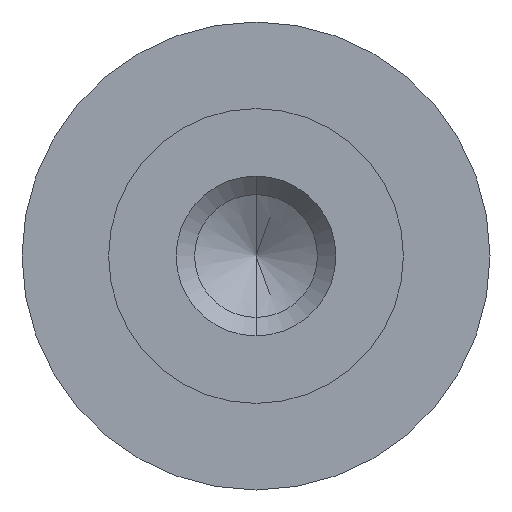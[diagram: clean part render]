
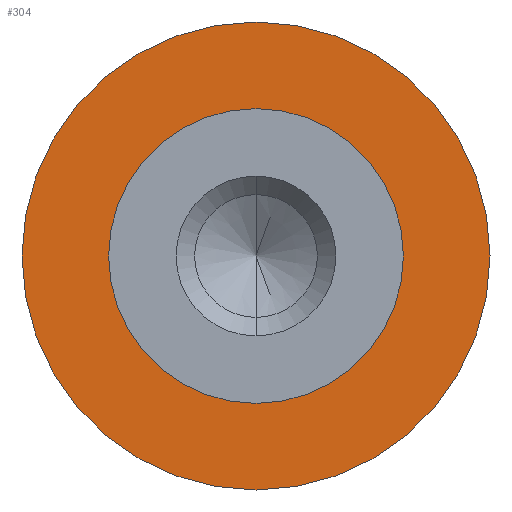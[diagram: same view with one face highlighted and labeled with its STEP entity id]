
A CAD part, left-side view. The second image highlights one B-rep face of the part: STEP entity #304.
In plain terms, the highlighted planar face has unit normal (-1, 0, 0).
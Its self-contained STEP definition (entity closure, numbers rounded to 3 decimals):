
#9 = CIRCLE ( 'NONE', #204, 9.525 ) ;
#32 = CIRCLE ( 'NONE', #201, 9.525 ) ;
#47 = CARTESIAN_POINT ( 'NONE',  ( 0., 0., 0. ) ) ;
#52 = FACE_OUTER_BOUND ( 'NONE', #669, .T. ) ;
#69 = CIRCLE ( 'NONE', #93, 6. ) ;
#93 = AXIS2_PLACEMENT_3D ( 'NONE', #47, #273, #562 ) ;
#105 = DIRECTION ( 'NONE',  ( 0., 1., 0. ) ) ;
#165 = CARTESIAN_POINT ( 'NONE',  ( 0., 0., 0. ) ) ;
#182 = CARTESIAN_POINT ( 'NONE',  ( 0., -6., 0. ) ) ;
#199 = EDGE_CURVE ( 'NONE', #285, #352, #407, .T. ) ;
#201 = AXIS2_PLACEMENT_3D ( 'NONE', #633, #620, #105 ) ;
#204 = AXIS2_PLACEMENT_3D ( 'NONE', #165, #449, #218 ) ;
#218 = DIRECTION ( 'NONE',  ( 0., 1., 0. ) ) ;
#222 = DIRECTION ( 'NONE',  ( 0., -1., 0. ) ) ;
#234 = EDGE_LOOP ( 'NONE', ( #432, #462 ) ) ;
#242 = ORIENTED_EDGE ( 'NONE', *, *, #294, .F. ) ;
#266 = DIRECTION ( 'NONE',  ( 0., -1., 0. ) ) ;
#273 = DIRECTION ( 'NONE',  ( -1., 0., 0. ) ) ;
#285 = VERTEX_POINT ( 'NONE', #625 ) ;
#294 = EDGE_CURVE ( 'NONE', #364, #639, #32, .T. ) ;
#304 = ADVANCED_FACE ( 'NONE', ( #52, #686 ), #505, .T. ) ;
#320 = CARTESIAN_POINT ( 'NONE',  ( 0., 0., 0. ) ) ;
#352 = VERTEX_POINT ( 'NONE', #182 ) ;
#364 = VERTEX_POINT ( 'NONE', #410 ) ;
#407 = CIRCLE ( 'NONE', #572, 6. ) ;
#410 = CARTESIAN_POINT ( 'NONE',  ( 0., -9.525, 0. ) ) ;
#432 = ORIENTED_EDGE ( 'NONE', *, *, #199, .F. ) ;
#449 = DIRECTION ( 'NONE',  ( 1., 0., 0. ) ) ;
#456 = AXIS2_PLACEMENT_3D ( 'NONE', #514, #574, #222 ) ;
#459 = CARTESIAN_POINT ( 'NONE',  ( 0., 9.525, 0. ) ) ;
#462 = ORIENTED_EDGE ( 'NONE', *, *, #734, .F. ) ;
#497 = ORIENTED_EDGE ( 'NONE', *, *, #610, .F. ) ;
#505 = PLANE ( 'NONE',  #456 ) ;
#514 = CARTESIAN_POINT ( 'NONE',  ( 0., 9.525, 0. ) ) ;
#552 = DIRECTION ( 'NONE',  ( -1., 0., 0. ) ) ;
#562 = DIRECTION ( 'NONE',  ( 0., -1., 0. ) ) ;
#572 = AXIS2_PLACEMENT_3D ( 'NONE', #320, #552, #266 ) ;
#574 = DIRECTION ( 'NONE',  ( -1., 0., 0. ) ) ;
#610 = EDGE_CURVE ( 'NONE', #639, #364, #9, .T. ) ;
#620 = DIRECTION ( 'NONE',  ( 1., 0., 0. ) ) ;
#625 = CARTESIAN_POINT ( 'NONE',  ( 0., 6., 0. ) ) ;
#633 = CARTESIAN_POINT ( 'NONE',  ( 0., 0., 0. ) ) ;
#639 = VERTEX_POINT ( 'NONE', #459 ) ;
#669 = EDGE_LOOP ( 'NONE', ( #497, #242 ) ) ;
#686 = FACE_BOUND ( 'NONE', #234, .T. ) ;
#734 = EDGE_CURVE ( 'NONE', #352, #285, #69, .T. ) ;
